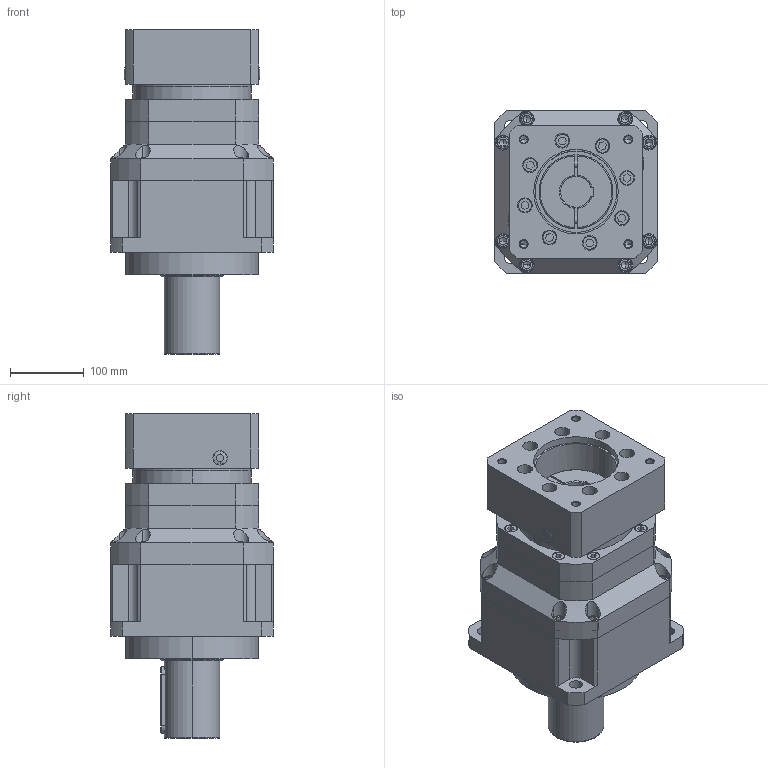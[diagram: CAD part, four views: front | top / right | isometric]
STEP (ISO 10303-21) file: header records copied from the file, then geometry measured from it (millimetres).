
FILE_DESCRIPTION (( 'STEP AP203' ), '1' );
FILE_NAME ('GPB220-L2-(42-114.3-200-M12).STEP', '2024-07-25T03:12:22', ( '' ), ( '' ), 'SwSTEP 2.0', 'SolidWorks 2019', '' );
FILE_SCHEMA (( 'CONFIG_CONTROL_DESIGN' ));
Length unit declared in the file: millimetre
Products named in the file (1): GPB220-L2-(42-114.3-200-M12)
Bounding box: 220 x 220 x 439.5 mm (x, y, z)
Volume: 11210319.9 mm3; surface area: 766057.2 mm2
Topology: 37 solids, 37 shells, 845 faces, 1935 edges, 1197 vertices
Faces by surface type: plane 403, cylinder 277, cone 82, torus 79, bspline 4
Entity records: 26877 total; most frequent: CARTESIAN_POINT 7425, DIRECTION 4260, ORIENTED_EDGE 3786, EDGE_CURVE 1893, AXIS2_PLACEMENT_3D 1612, VERTEX_POINT 1197, LINE 1036, VECTOR 1036
